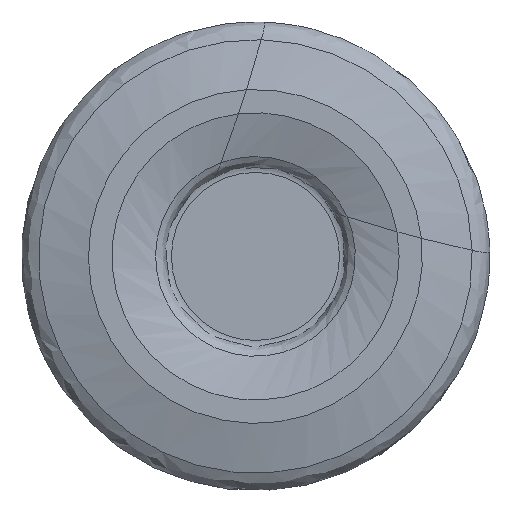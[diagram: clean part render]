
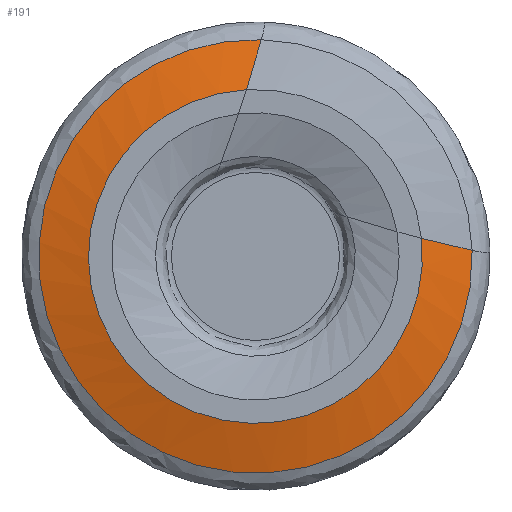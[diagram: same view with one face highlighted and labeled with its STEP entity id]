
A CAD part, left-side view. The second image highlights one B-rep face of the part: STEP entity #191.
In plain terms, the highlighted free-form (B-spline) face has degree [1, 3] with [2, 7] control points.
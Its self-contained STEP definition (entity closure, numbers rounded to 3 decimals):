
#32=(
BOUNDED_SURFACE()
B_SPLINE_SURFACE(1,3,((#1055,#1056,#1057,#1058,#1059,#1060,#1061),(#1062,
#1063,#1064,#1065,#1066,#1067,#1068)),.UNSPECIFIED.,.F.,.F.,.F.)
B_SPLINE_SURFACE_WITH_KNOTS((2,2),(4,3,4),(0.,1.),(0.,0.5,1.),
 .UNSPECIFIED.)
GEOMETRIC_REPRESENTATION_ITEM()
RATIONAL_B_SPLINE_SURFACE(((1.,0.58,0.58,1.,0.58,
0.58,1.),(1.,0.58,0.58,1.,0.58,
0.58,1.)))
REPRESENTATION_ITEM('')
SURFACE()
);
#56=LINE('',#1053,#74);
#57=LINE('',#1054,#75);
#74=VECTOR('',#846,1.);
#75=VECTOR('',#847,1.);
#114=FACE_OUTER_BOUND('',#316,.T.);
#191=ADVANCED_FACE('',(#114),#32,.F.);
#316=EDGE_LOOP('',(#394,#395,#396,#397));
#394=ORIENTED_EDGE('',*,*,#560,.F.);
#395=ORIENTED_EDGE('',*,*,#561,.F.);
#396=ORIENTED_EDGE('',*,*,#558,.T.);
#397=ORIENTED_EDGE('',*,*,#562,.F.);
#506=VERTEX_POINT('',#1039);
#509=VERTEX_POINT('',#1044);
#510=VERTEX_POINT('',#1051);
#511=VERTEX_POINT('',#1052);
#558=EDGE_CURVE('',#509,#506,#628,.T.);
#560=EDGE_CURVE('',#510,#511,#630,.T.);
#561=EDGE_CURVE('',#509,#510,#56,.T.);
#562=EDGE_CURVE('',#511,#506,#57,.T.);
#628=CIRCLE('',#705,11.388);
#630=CIRCLE('',#708,14.784);
#705=AXIS2_PLACEMENT_3D('',#1047,#838,#839);
#708=AXIS2_PLACEMENT_3D('',#1050,#844,#845);
#838=DIRECTION('',(1.,0.,0.));
#839=DIRECTION('',(0.,-0.994,0.108));
#844=DIRECTION('',(1.,0.,0.));
#845=DIRECTION('',(0.,-1.,0.028));
#846=DIRECTION('',(0.24,-0.945,-0.223));
#847=DIRECTION('',(-0.24,0.274,-0.931));
#1039=CARTESIAN_POINT('',(0.,0.608,11.372));
#1044=CARTESIAN_POINT('',(0.,-11.321,1.233));
#1047=CARTESIAN_POINT('',(0.,0.,0.));
#1050=CARTESIAN_POINT('',(0.879,0.,0.));
#1051=CARTESIAN_POINT('',(0.879,-14.778,0.418));
#1052=CARTESIAN_POINT('',(0.879,-0.396,14.779));
#1053=CARTESIAN_POINT('',(0.,-11.321,1.233));
#1054=CARTESIAN_POINT('',(0.,0.608,11.372));
#1055=CARTESIAN_POINT('',(0.,-11.321,1.233));
#1056=CARTESIAN_POINT('',(0.,-12.638,-10.858));
#1057=CARTESIAN_POINT('',(0.,-1.892,-16.554));
#1058=CARTESIAN_POINT('',(0.,7.375,-8.677));
#1059=CARTESIAN_POINT('',(0.,16.642,-0.801));
#1060=CARTESIAN_POINT('',(0.,12.753,10.723));
#1061=CARTESIAN_POINT('',(0.,0.608,11.372));
#1062=CARTESIAN_POINT('',(0.879,-14.778,0.418));
#1063=CARTESIAN_POINT('',(0.879,-15.225,-15.365));
#1064=CARTESIAN_POINT('',(0.879,-0.727,-21.618));
#1065=CARTESIAN_POINT('',(0.879,10.446,-10.462));
#1066=CARTESIAN_POINT('',(0.879,21.619,0.694));
#1067=CARTESIAN_POINT('',(0.879,15.387,15.202));
#1068=CARTESIAN_POINT('',(0.879,-0.396,14.779));
